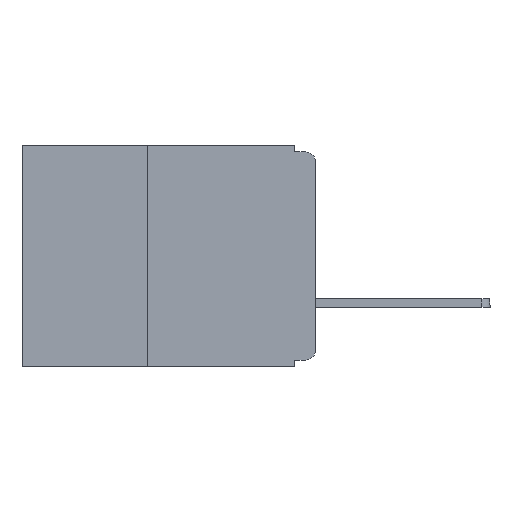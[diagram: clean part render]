
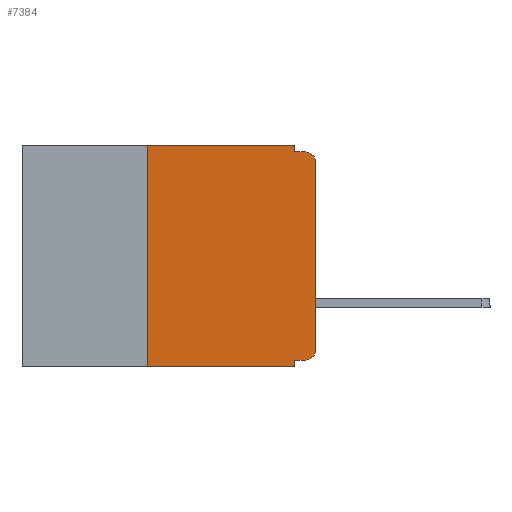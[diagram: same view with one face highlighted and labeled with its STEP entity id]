
A CAD part, left-side view. The second image highlights one B-rep face of the part: STEP entity #7384.
In plain terms, the highlighted planar face has unit normal (-1, 0, 0).
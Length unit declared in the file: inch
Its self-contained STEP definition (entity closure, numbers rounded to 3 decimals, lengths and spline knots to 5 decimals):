
#226 = VERTEX_POINT ( 'NONE', #1412 ) ;
#984 = LINE ( 'NONE', #18134, #16942 ) ;
#1380 = ORIENTED_EDGE ( 'NONE', *, *, #11205, .F. ) ;
#1412 = CARTESIAN_POINT ( 'NONE',  ( 0., 0.015, -0.01 ) ) ;
#1792 = DIRECTION ( 'NONE',  ( 0., 0., -1. ) ) ;
#2054 = DIRECTION ( 'NONE',  ( 0., 0., -1. ) ) ;
#2067 = CARTESIAN_POINT ( 'NONE',  ( 0., 0.031, -0.01 ) ) ;
#2186 = DIRECTION ( 'NONE',  ( 1., 0., 0. ) ) ;
#2840 = CARTESIAN_POINT ( 'NONE',  ( 0., 0., -0.305 ) ) ;
#3442 = CARTESIAN_POINT ( 'NONE',  ( 0., 0.437, -0.33 ) ) ;
#3679 = VERTEX_POINT ( 'NONE', #8085 ) ;
#3789 = DIRECTION ( 'NONE',  ( -1., 0., 0. ) ) ;
#4484 = ORIENTED_EDGE ( 'NONE', *, *, #13616, .F. ) ;
#4522 = DIRECTION ( 'NONE',  ( 0., -1., 0. ) ) ;
#6359 = VERTEX_POINT ( 'NONE', #2840 ) ;
#6519 = AXIS2_PLACEMENT_3D ( 'NONE', #25422, #13788, #1792 ) ;
#6647 = EDGE_CURVE ( 'NONE', #3679, #6359, #11653, .T. ) ;
#7352 = ORIENTED_EDGE ( 'NONE', *, *, #24006, .F. ) ;
#7384 = ADVANCED_FACE ( 'NONE', ( #13669 ), #12210, .F. ) ;
#7753 = AXIS2_PLACEMENT_3D ( 'NONE', #14182, #2186, #16180 ) ;
#8052 = CARTESIAN_POINT ( 'NONE',  ( 0., 0.031, -0.33 ) ) ;
#8085 = CARTESIAN_POINT ( 'NONE',  ( 0., 0.015, -0.32 ) ) ;
#8320 = DIRECTION ( 'NONE',  ( 0., 1., 0. ) ) ;
#8437 = CARTESIAN_POINT ( 'NONE',  ( 0., 0.25, 0. ) ) ;
#8492 = ORIENTED_EDGE ( 'NONE', *, *, #9323, .T. ) ;
#9323 = EDGE_CURVE ( 'NONE', #18769, #226, #11112, .T. ) ;
#9508 = CARTESIAN_POINT ( 'NONE',  ( 0., 0.25, -0.33 ) ) ;
#9924 = CARTESIAN_POINT ( 'NONE',  ( 0., 0.031, -0.32 ) ) ;
#9929 = VECTOR ( 'NONE', #19239, 39.37008 ) ;
#9950 = DIRECTION ( 'NONE',  ( 0., 0., 1. ) ) ;
#10951 = ORIENTED_EDGE ( 'NONE', *, *, #24352, .T. ) ;
#11112 = CIRCLE ( 'NONE', #13246, 0.015 ) ;
#11205 = EDGE_CURVE ( 'NONE', #17293, #17875, #18431, .T. ) ;
#11261 = CARTESIAN_POINT ( 'NONE',  ( 0., 0.437, 0. ) ) ;
#11653 = CIRCLE ( 'NONE', #6519, 0.015 ) ;
#11732 = VERTEX_POINT ( 'NONE', #9924 ) ;
#11740 = ORIENTED_EDGE ( 'NONE', *, *, #6647, .T. ) ;
#11758 = VECTOR ( 'NONE', #8320, 39.37008 ) ;
#11915 = LINE ( 'NONE', #9508, #16547 ) ;
#12210 = PLANE ( 'NONE',  #7753 ) ;
#12585 = CARTESIAN_POINT ( 'NONE',  ( 0., 0.25, -0.33 ) ) ;
#12869 = LINE ( 'NONE', #22427, #22676 ) ;
#12994 = EDGE_CURVE ( 'NONE', #6359, #18769, #21090, .T. ) ;
#13246 = AXIS2_PLACEMENT_3D ( 'NONE', #15781, #3789, #17801 ) ;
#13616 = EDGE_CURVE ( 'NONE', #11732, #23916, #984, .T. ) ;
#13669 = FACE_OUTER_BOUND ( 'NONE', #17374, .T. ) ;
#13788 = DIRECTION ( 'NONE',  ( -1., 0., 0. ) ) ;
#14051 = CARTESIAN_POINT ( 'NONE',  ( 0., 0.031, 0. ) ) ;
#14182 = CARTESIAN_POINT ( 'NONE',  ( 0., 0.437, 0. ) ) ;
#14193 = LINE ( 'NONE', #3442, #18864 ) ;
#15429 = ORIENTED_EDGE ( 'NONE', *, *, #23678, .F. ) ;
#15781 = CARTESIAN_POINT ( 'NONE',  ( 0., 0.015, -0.025 ) ) ;
#15818 = VECTOR ( 'NONE', #9950, 39.37008 ) ;
#16180 = DIRECTION ( 'NONE',  ( 0., 0., -1. ) ) ;
#16547 = VECTOR ( 'NONE', #25131, 39.37008 ) ;
#16942 = VECTOR ( 'NONE', #18226, 39.37008 ) ;
#17293 = VERTEX_POINT ( 'NONE', #22180 ) ;
#17374 = EDGE_LOOP ( 'NONE', ( #21051, #8492, #20328, #1380, #15429, #18793, #10951, #4484, #7352, #11740 ) ) ;
#17801 = DIRECTION ( 'NONE',  ( 0., 0., -1. ) ) ;
#17875 = VERTEX_POINT ( 'NONE', #2067 ) ;
#18134 = CARTESIAN_POINT ( 'NONE',  ( 0., 0.031, -0.33 ) ) ;
#18226 = DIRECTION ( 'NONE',  ( 0., 0., -1. ) ) ;
#18431 = LINE ( 'NONE', #14051, #19079 ) ;
#18769 = VERTEX_POINT ( 'NONE', #24659 ) ;
#18793 = ORIENTED_EDGE ( 'NONE', *, *, #20847, .F. ) ;
#18864 = VECTOR ( 'NONE', #25094, 39.37008 ) ;
#19079 = VECTOR ( 'NONE', #2054, 39.37008 ) ;
#19239 = DIRECTION ( 'NONE',  ( 0., -1., 0. ) ) ;
#20328 = ORIENTED_EDGE ( 'NONE', *, *, #20578, .F. ) ;
#20578 = EDGE_CURVE ( 'NONE', #17875, #226, #12869, .T. ) ;
#20847 = EDGE_CURVE ( 'NONE', #21823, #22350, #11915, .T. ) ;
#21051 = ORIENTED_EDGE ( 'NONE', *, *, #12994, .T. ) ;
#21052 = LINE ( 'NONE', #11261, #9929 ) ;
#21090 = LINE ( 'NONE', #21730, #15818 ) ;
#21730 = CARTESIAN_POINT ( 'NONE',  ( 0., 0., 0. ) ) ;
#21823 = VERTEX_POINT ( 'NONE', #12585 ) ;
#22137 = CARTESIAN_POINT ( 'NONE',  ( 0., 0., -0.32 ) ) ;
#22180 = CARTESIAN_POINT ( 'NONE',  ( 0., 0.031, 0. ) ) ;
#22207 = LINE ( 'NONE', #22137, #11758 ) ;
#22350 = VERTEX_POINT ( 'NONE', #8437 ) ;
#22427 = CARTESIAN_POINT ( 'NONE',  ( 0., 0., -0.01 ) ) ;
#22676 = VECTOR ( 'NONE', #4522, 39.37008 ) ;
#23678 = EDGE_CURVE ( 'NONE', #22350, #17293, #21052, .T. ) ;
#23916 = VERTEX_POINT ( 'NONE', #8052 ) ;
#24006 = EDGE_CURVE ( 'NONE', #3679, #11732, #22207, .T. ) ;
#24352 = EDGE_CURVE ( 'NONE', #21823, #23916, #14193, .T. ) ;
#24659 = CARTESIAN_POINT ( 'NONE',  ( 0., 0., -0.025 ) ) ;
#25094 = DIRECTION ( 'NONE',  ( 0., -1., 0. ) ) ;
#25131 = DIRECTION ( 'NONE',  ( 0., 0., 1. ) ) ;
#25422 = CARTESIAN_POINT ( 'NONE',  ( 0., 0.015, -0.305 ) ) ;
